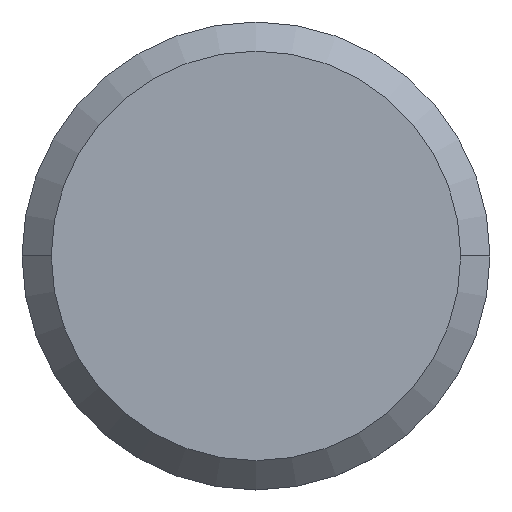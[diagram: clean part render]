
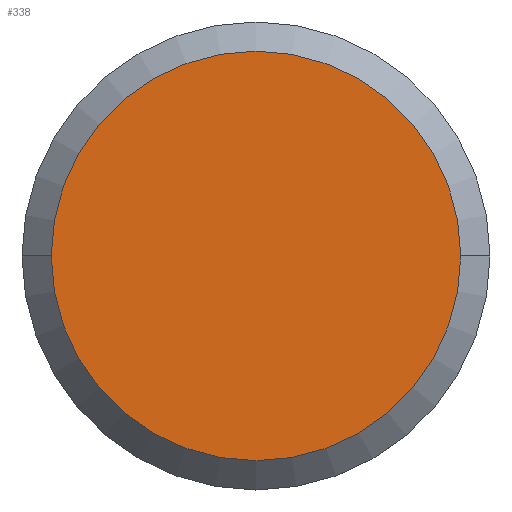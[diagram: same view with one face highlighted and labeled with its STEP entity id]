
A CAD part, top view. The second image highlights one B-rep face of the part: STEP entity #338.
In plain terms, the highlighted planar face has unit normal (0, 0, 1).
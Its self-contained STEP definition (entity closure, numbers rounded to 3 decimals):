
#28 = ORIENTED_EDGE ( 'NONE', *, *, #317, .T. ) ;
#70 = AXIS2_PLACEMENT_3D ( 'NONE', #188, #159, #191 ) ;
#97 = DIRECTION ( 'NONE',  ( 0., 0., -1. ) ) ;
#100 = AXIS2_PLACEMENT_3D ( 'NONE', #391, #97, #319 ) ;
#143 = FACE_OUTER_BOUND ( 'NONE', #292, .T. ) ;
#159 = DIRECTION ( 'NONE',  ( 0., 0., 1. ) ) ;
#162 = DIRECTION ( 'NONE',  ( 1., 0., 0. ) ) ;
#174 = VERTEX_POINT ( 'NONE', #237 ) ;
#188 = CARTESIAN_POINT ( 'NONE',  ( 0., 0., 0. ) ) ;
#191 = DIRECTION ( 'NONE',  ( 1., 0., 0. ) ) ;
#233 = ORIENTED_EDGE ( 'NONE', *, *, #345, .T. ) ;
#237 = CARTESIAN_POINT ( 'NONE',  ( -14., 0., 0. ) ) ;
#247 = DIRECTION ( 'NONE',  ( 0., 0., 1. ) ) ;
#280 = VERTEX_POINT ( 'NONE', #281 ) ;
#281 = CARTESIAN_POINT ( 'NONE',  ( 14., 0., 0. ) ) ;
#292 = EDGE_LOOP ( 'NONE', ( #233, #28 ) ) ;
#297 = CIRCLE ( 'NONE', #369, 14. ) ;
#317 = EDGE_CURVE ( 'NONE', #280, #174, #297, .T. ) ;
#319 = DIRECTION ( 'NONE',  ( -1., 0., 0. ) ) ;
#332 = CIRCLE ( 'NONE', #70, 14. ) ;
#338 = ADVANCED_FACE ( 'NONE', ( #143 ), #392, .F. ) ;
#345 = EDGE_CURVE ( 'NONE', #174, #280, #332, .T. ) ;
#369 = AXIS2_PLACEMENT_3D ( 'NONE', #376, #247, #162 ) ;
#376 = CARTESIAN_POINT ( 'NONE',  ( 0., 0., 0. ) ) ;
#391 = CARTESIAN_POINT ( 'NONE',  ( 0., 0., 0. ) ) ;
#392 = PLANE ( 'NONE',  #100 ) ;
